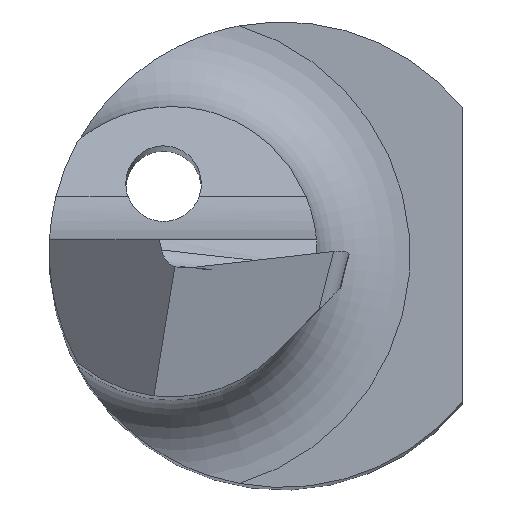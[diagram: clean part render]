
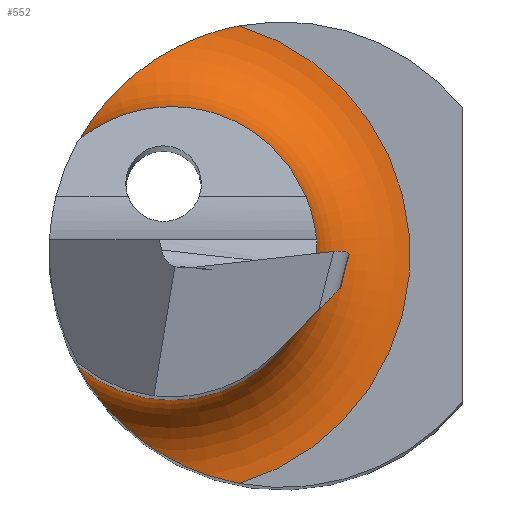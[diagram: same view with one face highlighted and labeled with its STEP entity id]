
A CAD part, top view. The second image highlights one B-rep face of the part: STEP entity #552.
In plain terms, the highlighted toroidal (fillet/blend) face has major radius 2.05 mm and minor radius 0.8 mm.
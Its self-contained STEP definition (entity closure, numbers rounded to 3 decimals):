
#4 = CARTESIAN_POINT ( 'NONE',  ( -0.54, 1.934, 13.751 ) ) ;
#5 = EDGE_LOOP ( 'NONE', ( #709, #776, #384, #54 ) ) ;
#16 = CARTESIAN_POINT ( 'NONE',  ( -0.95, 0., 14.551 ) ) ;
#31 = CARTESIAN_POINT ( 'NONE',  ( -0.54, -1.934, 13.751 ) ) ;
#54 = ORIENTED_EDGE ( 'NONE', *, *, #142, .F. ) ;
#95 = DIRECTION ( 'NONE',  ( -1., 0., 0. ) ) ;
#102 = CARTESIAN_POINT ( 'NONE',  ( -1.758, -0.954, 14.463 ) ) ;
#114 = AXIS2_PLACEMENT_3D ( 'NONE', #339, #631, #813 ) ;
#142 = EDGE_CURVE ( 'NONE', #810, #201, #441, .T. ) ;
#175 = DIRECTION ( 'NONE',  ( -1., 0., 0. ) ) ;
#190 = AXIS2_PLACEMENT_3D ( 'NONE', #234, #674, #175 ) ;
#201 = VERTEX_POINT ( 'NONE', #328 ) ;
#217 = DIRECTION ( 'NONE',  ( 0., 0., -1. ) ) ;
#234 = CARTESIAN_POINT ( 'NONE',  ( -0.95, 0., 13.751 ) ) ;
#235 = CARTESIAN_POINT ( 'NONE',  ( -1.738, -0.991, 14.381 ) ) ;
#266 = CARTESIAN_POINT ( 'NONE',  ( -0.703, 1.88, 13.763 ) ) ;
#272 = CARTESIAN_POINT ( 'NONE',  ( -1.738, 0.991, 14.382 ) ) ;
#277 = CARTESIAN_POINT ( 'NONE',  ( -1.758, 0.954, 14.551 ) ) ;
#285 = CARTESIAN_POINT ( 'NONE',  ( -1.013, 1.733, 13.814 ) ) ;
#288 = CARTESIAN_POINT ( 'NONE',  ( -1.156, -1.64, 13.854 ) ) ;
#297 = EDGE_CURVE ( 'NONE', #572, #594, #676, .T. ) ;
#313 = CARTESIAN_POINT ( 'NONE',  ( -0.368, 1.966, 13.751 ) ) ;
#328 = CARTESIAN_POINT ( 'NONE',  ( -0.368, -1.966, 13.751 ) ) ;
#335 = CARTESIAN_POINT ( 'NONE',  ( -1.758, 0.954, 14.463 ) ) ;
#339 = CARTESIAN_POINT ( 'NONE',  ( -0.95, 0., 14.551 ) ) ;
#351 = B_SPLINE_CURVE_WITH_KNOTS ( 'NONE', 3,
 ( #659, #335, #272, #712, #724, #593, #583, #781, #285, #266, #4, #653 ),
 .UNSPECIFIED., .F., .F.,
 ( 4, 2, 2, 2, 2, 4 ),
 ( 0., 0., 0.001, 0.001, 0.002, 0.002 ),
 .UNSPECIFIED. ) ;
#364 = CARTESIAN_POINT ( 'NONE',  ( -1.644, -1.142, 14.189 ) ) ;
#369 = CARTESIAN_POINT ( 'NONE',  ( -1.681, -1.085, 14.246 ) ) ;
#384 = ORIENTED_EDGE ( 'NONE', *, *, #672, .F. ) ;
#397 = FACE_OUTER_BOUND ( 'NONE', #5, .T. ) ;
#420 = CARTESIAN_POINT ( 'NONE',  ( -1.013, -1.733, 13.814 ) ) ;
#441 = CIRCLE ( 'NONE', #190, 2.05 ) ;
#482 = B_SPLINE_CURVE_WITH_KNOTS ( 'NONE', 3,
 ( #664, #31, #679, #420, #288, #544, #800, #364, #369, #235, #102, #670 ),
 .UNSPECIFIED., .F., .F.,
 ( 4, 2, 2, 2, 2, 4 ),
 ( 0., 0.001, 0.001, 0.002, 0.002, 0.002 ),
 .UNSPECIFIED. ) ;
#504 = AXIS2_PLACEMENT_3D ( 'NONE', #16, #217, #95 ) ;
#544 = CARTESIAN_POINT ( 'NONE',  ( -1.406, -1.431, 13.967 ) ) ;
#549 = TOROIDAL_SURFACE ( 'NONE', #504, 2.05, 0.8 ) ;
#552 = ADVANCED_FACE ( 'NONE', ( #397 ), #549, .F. ) ;
#570 = EDGE_CURVE ( 'NONE', #594, #810, #351, .T. ) ;
#572 = VERTEX_POINT ( 'NONE', #717 ) ;
#583 = CARTESIAN_POINT ( 'NONE',  ( -1.408, 1.43, 13.968 ) ) ;
#593 = CARTESIAN_POINT ( 'NONE',  ( -1.515, 1.314, 14.04 ) ) ;
#594 = VERTEX_POINT ( 'NONE', #277 ) ;
#631 = DIRECTION ( 'NONE',  ( 0., 0., 1. ) ) ;
#653 = CARTESIAN_POINT ( 'NONE',  ( -0.368, 1.966, 13.751 ) ) ;
#659 = CARTESIAN_POINT ( 'NONE',  ( -1.758, 0.954, 14.551 ) ) ;
#664 = CARTESIAN_POINT ( 'NONE',  ( -0.368, -1.966, 13.751 ) ) ;
#670 = CARTESIAN_POINT ( 'NONE',  ( -1.758, -0.954, 14.551 ) ) ;
#672 = EDGE_CURVE ( 'NONE', #201, #572, #482, .T. ) ;
#674 = DIRECTION ( 'NONE',  ( 0., 0., -1. ) ) ;
#676 = CIRCLE ( 'NONE', #114, 1.25 ) ;
#679 = CARTESIAN_POINT ( 'NONE',  ( -0.703, -1.88, 13.763 ) ) ;
#709 = ORIENTED_EDGE ( 'NONE', *, *, #570, .F. ) ;
#712 = CARTESIAN_POINT ( 'NONE',  ( -1.681, 1.085, 14.245 ) ) ;
#717 = CARTESIAN_POINT ( 'NONE',  ( -1.758, -0.954, 14.551 ) ) ;
#724 = CARTESIAN_POINT ( 'NONE',  ( -1.644, 1.141, 14.19 ) ) ;
#776 = ORIENTED_EDGE ( 'NONE', *, *, #297, .F. ) ;
#781 = CARTESIAN_POINT ( 'NONE',  ( -1.156, 1.641, 13.854 ) ) ;
#800 = CARTESIAN_POINT ( 'NONE',  ( -1.515, -1.313, 14.04 ) ) ;
#810 = VERTEX_POINT ( 'NONE', #313 ) ;
#813 = DIRECTION ( 'NONE',  ( -1., 0., 0. ) ) ;
